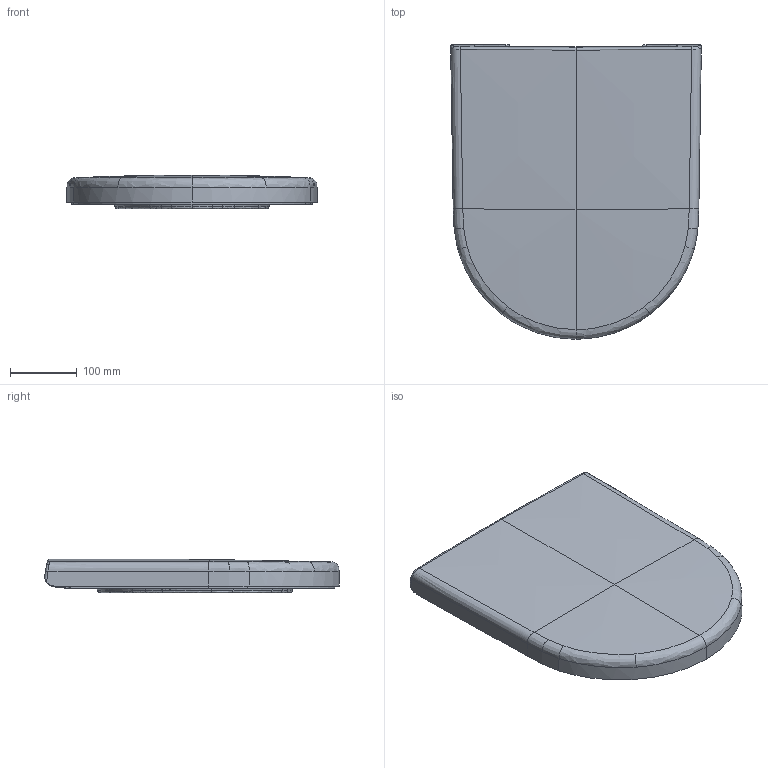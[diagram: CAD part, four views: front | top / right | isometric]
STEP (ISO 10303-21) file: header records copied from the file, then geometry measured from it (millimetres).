
FILE_DESCRIPTION(/* description */ (''),/* implementation_level */ '2;1');
FILE_NAME(/* name */ '002841_002849',/* time_stamp */ '2024-12-18T13:26:09+01:00',/* author */ (''),/* organization */ (''),/* preprocessor_version */ 'ST-DEVELOPER v15',/* originating_system */ '',/* authorisation */ '');
FILE_SCHEMA (('AUTOMOTIVE_DESIGN'));
Length unit declared in the file: millimetre
Products named in the file (1): Document
Bounding box: 374.33 x 440.42 x 50.07 mm (x, y, z)
Volume: 1856417.9 mm3; surface area: 595554.4 mm2
Topology: 2 solids, 2 shells, 556 faces, 1350 edges, 798 vertices
Faces by surface type: bspline 534, plane 22
Entity records: 33854 total; most frequent: CARTESIAN_POINT 25472, ORIENTED_EDGE 2700, EDGE_CURVE 1350, B_SPLINE_CURVE_WITH_KNOTS 1234, VERTEX_POINT 798, EDGE_LOOP 558, ADVANCED_FACE 556, FACE_OUTER_BOUND 556
